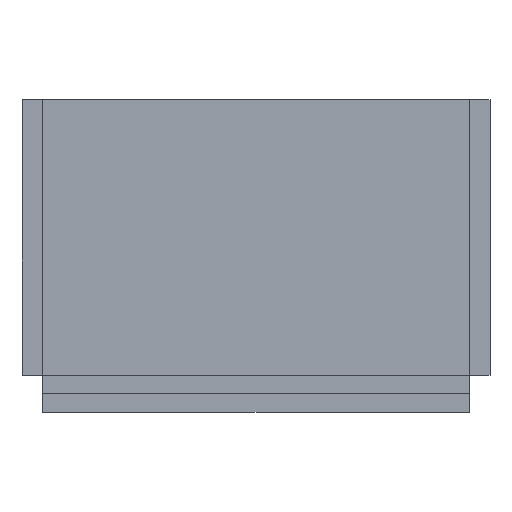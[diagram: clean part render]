
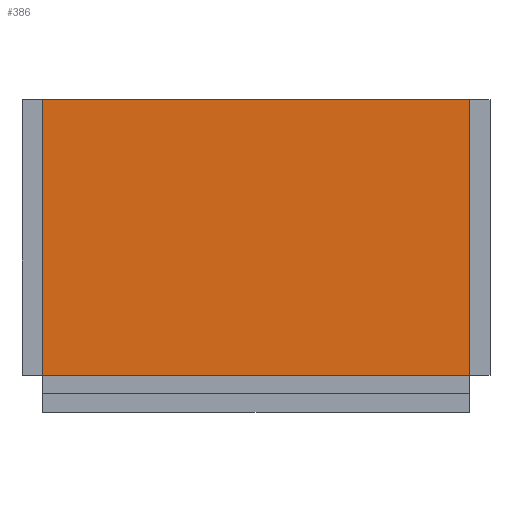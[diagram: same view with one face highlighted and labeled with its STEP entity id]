
A CAD part, top view. The second image highlights one B-rep face of the part: STEP entity #386.
In plain terms, the highlighted planar face has unit normal (0, 0, 1).
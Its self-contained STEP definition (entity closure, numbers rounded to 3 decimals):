
#72 = VERTEX_POINT('',#73);
#73 = CARTESIAN_POINT('',(0.,0.,27.));
#80 = PLANE('',#81);
#81 = AXIS2_PLACEMENT_3D('',#82,#83,#84);
#82 = CARTESIAN_POINT('',(0.,0.,0.));
#83 = DIRECTION('',(1.,0.,-0.));
#84 = DIRECTION('',(0.,0.,1.));
#92 = PLANE('',#93);
#93 = AXIS2_PLACEMENT_3D('',#94,#95,#96);
#94 = CARTESIAN_POINT('',(0.,0.,0.));
#95 = DIRECTION('',(-0.,1.,0.));
#96 = DIRECTION('',(0.,0.,1.));
#133 = VERTEX_POINT('',#134);
#134 = CARTESIAN_POINT('',(0.,400.,27.));
#148 = PLANE('',#149);
#149 = AXIS2_PLACEMENT_3D('',#150,#151,#152);
#150 = CARTESIAN_POINT('',(0.,400.,0.));
#151 = DIRECTION('',(-0.,1.,0.));
#152 = DIRECTION('',(0.,0.,1.));
#160 = EDGE_CURVE('',#72,#133,#161,.T.);
#161 = SURFACE_CURVE('',#162,(#166,#173),.PCURVE_S1.);
#162 = LINE('',#163,#164);
#163 = CARTESIAN_POINT('',(0.,0.,27.));
#164 = VECTOR('',#165,1.);
#165 = DIRECTION('',(-0.,1.,0.));
#166 = PCURVE('',#80,#167);
#167 = DEFINITIONAL_REPRESENTATION('',(#168),#172);
#168 = LINE('',#169,#170);
#169 = CARTESIAN_POINT('',(27.,0.));
#170 = VECTOR('',#171,1.);
#171 = DIRECTION('',(0.,-1.));
#172 = ( GEOMETRIC_REPRESENTATION_CONTEXT(2) 
PARAMETRIC_REPRESENTATION_CONTEXT() REPRESENTATION_CONTEXT('2D SPACE',''
  ) );
#173 = PCURVE('',#174,#179);
#174 = PLANE('',#175);
#175 = AXIS2_PLACEMENT_3D('',#176,#177,#178);
#176 = CARTESIAN_POINT('',(0.,0.,27.));
#177 = DIRECTION('',(0.,0.,1.));
#178 = DIRECTION('',(1.,0.,-0.));
#179 = DEFINITIONAL_REPRESENTATION('',(#180),#184);
#180 = LINE('',#181,#182);
#181 = CARTESIAN_POINT('',(0.,0.));
#182 = VECTOR('',#183,1.);
#183 = DIRECTION('',(0.,1.));
#184 = ( GEOMETRIC_REPRESENTATION_CONTEXT(2) 
PARAMETRIC_REPRESENTATION_CONTEXT() REPRESENTATION_CONTEXT('2D SPACE',''
  ) );
#192 = VERTEX_POINT('',#193);
#193 = CARTESIAN_POINT('',(620.,0.,27.));
#200 = PLANE('',#201);
#201 = AXIS2_PLACEMENT_3D('',#202,#203,#204);
#202 = CARTESIAN_POINT('',(620.,0.,0.));
#203 = DIRECTION('',(1.,0.,-0.));
#204 = DIRECTION('',(0.,0.,1.));
#243 = VERTEX_POINT('',#244);
#244 = CARTESIAN_POINT('',(620.,400.,27.));
#265 = EDGE_CURVE('',#192,#243,#266,.T.);
#266 = SURFACE_CURVE('',#267,(#271,#278),.PCURVE_S1.);
#267 = LINE('',#268,#269);
#268 = CARTESIAN_POINT('',(620.,0.,27.));
#269 = VECTOR('',#270,1.);
#270 = DIRECTION('',(-0.,1.,0.));
#271 = PCURVE('',#200,#272);
#272 = DEFINITIONAL_REPRESENTATION('',(#273),#277);
#273 = LINE('',#274,#275);
#274 = CARTESIAN_POINT('',(27.,0.));
#275 = VECTOR('',#276,1.);
#276 = DIRECTION('',(0.,-1.));
#277 = ( GEOMETRIC_REPRESENTATION_CONTEXT(2) 
PARAMETRIC_REPRESENTATION_CONTEXT() REPRESENTATION_CONTEXT('2D SPACE',''
  ) );
#278 = PCURVE('',#174,#279);
#279 = DEFINITIONAL_REPRESENTATION('',(#280),#284);
#280 = LINE('',#281,#282);
#281 = CARTESIAN_POINT('',(620.,0.));
#282 = VECTOR('',#283,1.);
#283 = DIRECTION('',(0.,1.));
#284 = ( GEOMETRIC_REPRESENTATION_CONTEXT(2) 
PARAMETRIC_REPRESENTATION_CONTEXT() REPRESENTATION_CONTEXT('2D SPACE',''
  ) );
#311 = EDGE_CURVE('',#72,#192,#312,.T.);
#312 = SURFACE_CURVE('',#313,(#317,#324),.PCURVE_S1.);
#313 = LINE('',#314,#315);
#314 = CARTESIAN_POINT('',(0.,0.,27.));
#315 = VECTOR('',#316,1.);
#316 = DIRECTION('',(1.,0.,-0.));
#317 = PCURVE('',#92,#318);
#318 = DEFINITIONAL_REPRESENTATION('',(#319),#323);
#319 = LINE('',#320,#321);
#320 = CARTESIAN_POINT('',(27.,0.));
#321 = VECTOR('',#322,1.);
#322 = DIRECTION('',(0.,1.));
#323 = ( GEOMETRIC_REPRESENTATION_CONTEXT(2) 
PARAMETRIC_REPRESENTATION_CONTEXT() REPRESENTATION_CONTEXT('2D SPACE',''
  ) );
#324 = PCURVE('',#174,#325);
#325 = DEFINITIONAL_REPRESENTATION('',(#326),#330);
#326 = LINE('',#327,#328);
#327 = CARTESIAN_POINT('',(0.,0.));
#328 = VECTOR('',#329,1.);
#329 = DIRECTION('',(1.,0.));
#330 = ( GEOMETRIC_REPRESENTATION_CONTEXT(2) 
PARAMETRIC_REPRESENTATION_CONTEXT() REPRESENTATION_CONTEXT('2D SPACE',''
  ) );
#358 = EDGE_CURVE('',#133,#243,#359,.T.);
#359 = SURFACE_CURVE('',#360,(#364,#371),.PCURVE_S1.);
#360 = LINE('',#361,#362);
#361 = CARTESIAN_POINT('',(0.,400.,27.));
#362 = VECTOR('',#363,1.);
#363 = DIRECTION('',(1.,0.,-0.));
#364 = PCURVE('',#148,#365);
#365 = DEFINITIONAL_REPRESENTATION('',(#366),#370);
#366 = LINE('',#367,#368);
#367 = CARTESIAN_POINT('',(27.,0.));
#368 = VECTOR('',#369,1.);
#369 = DIRECTION('',(0.,1.));
#370 = ( GEOMETRIC_REPRESENTATION_CONTEXT(2) 
PARAMETRIC_REPRESENTATION_CONTEXT() REPRESENTATION_CONTEXT('2D SPACE',''
  ) );
#371 = PCURVE('',#174,#372);
#372 = DEFINITIONAL_REPRESENTATION('',(#373),#377);
#373 = LINE('',#374,#375);
#374 = CARTESIAN_POINT('',(0.,400.));
#375 = VECTOR('',#376,1.);
#376 = DIRECTION('',(1.,0.));
#377 = ( GEOMETRIC_REPRESENTATION_CONTEXT(2) 
PARAMETRIC_REPRESENTATION_CONTEXT() REPRESENTATION_CONTEXT('2D SPACE',''
  ) );
#386 = ADVANCED_FACE('',(#387),#174,.T.);
#387 = FACE_BOUND('',#388,.T.);
#388 = EDGE_LOOP('',(#389,#390,#391,#392));
#389 = ORIENTED_EDGE('',*,*,#160,.F.);
#390 = ORIENTED_EDGE('',*,*,#311,.T.);
#391 = ORIENTED_EDGE('',*,*,#265,.T.);
#392 = ORIENTED_EDGE('',*,*,#358,.F.);
